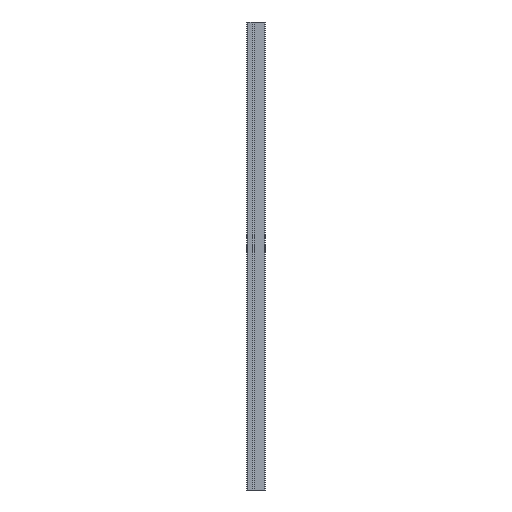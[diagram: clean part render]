
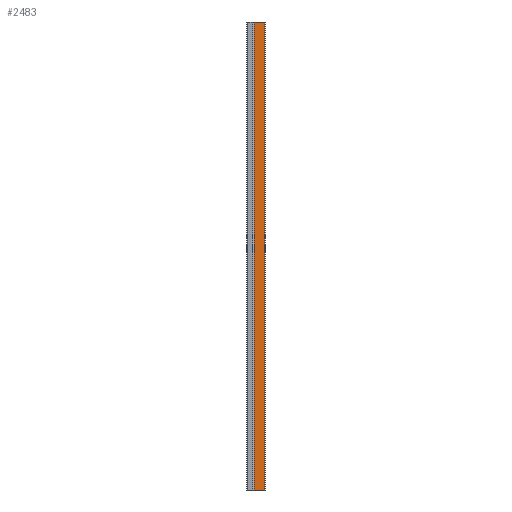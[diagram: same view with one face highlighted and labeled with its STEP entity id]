
A CAD part, left-side view. The second image highlights one B-rep face of the part: STEP entity #2483.
In plain terms, the highlighted planar face has unit normal (-1, 0, 0).
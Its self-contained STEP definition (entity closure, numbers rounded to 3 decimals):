
#1992 = VECTOR ( 'NONE', #2142, 1000. ) ;
#1993 = CARTESIAN_POINT ( 'NONE',  ( -14., 0.1, 386. ) ) ;
#1994 = LINE ( 'NONE', #1993, #1992 ) ;
#1995 = DIRECTION ( 'NONE',  ( 0., -1., 0. ) ) ;
#1996 = VECTOR ( 'NONE', #1995, 1000. ) ;
#1997 = CARTESIAN_POINT ( 'NONE',  ( -14., 0.1, 386. ) ) ;
#1998 = LINE ( 'NONE', #1997, #1996 ) ;
#2056 = CARTESIAN_POINT ( 'NONE',  ( -14., 0.1, 386. ) ) ;
#2057 = PLANE ( 'NONE',  #2113 ) ;
#2058 = FACE_OUTER_BOUND ( 'NONE', #2486, .T. ) ;
#2064 = CARTESIAN_POINT ( 'NONE',  ( -14., 8.746, 386. ) ) ;
#2077 = DIRECTION ( 'NONE',  ( 0., 0., -1. ) ) ;
#2078 = VECTOR ( 'NONE', #2077, 1000. ) ;
#2079 = CARTESIAN_POINT ( 'NONE',  ( -14., 8.746, 386. ) ) ;
#2080 = LINE ( 'NONE', #2079, #2078 ) ;
#2099 = CARTESIAN_POINT ( 'NONE',  ( -14., 0.1, 0. ) ) ;
#2100 = CARTESIAN_POINT ( 'NONE',  ( -14., 0.1, 386. ) ) ;
#2101 = CARTESIAN_POINT ( 'NONE',  ( -14., 8.746, 0. ) ) ;
#2107 = DIRECTION ( 'NONE',  ( 0., -1., 0. ) ) ;
#2108 = VECTOR ( 'NONE', #2107, 1000. ) ;
#2109 = CARTESIAN_POINT ( 'NONE',  ( -14., 0.1, 0. ) ) ;
#2110 = LINE ( 'NONE', #2109, #2108 ) ;
#2111 = DIRECTION ( 'NONE',  ( 0., 1., 0. ) ) ;
#2112 = DIRECTION ( 'NONE',  ( 1., 0., 0. ) ) ;
#2113 = AXIS2_PLACEMENT_3D ( 'NONE', #2056, #2112, #2111 ) ;
#2142 = DIRECTION ( 'NONE',  ( 0., 0., -1. ) ) ;
#2472 = EDGE_CURVE ( 'NONE', #2479, #2491, #2080, .T. ) ;
#2479 = VERTEX_POINT ( 'NONE', #2064 ) ;
#2483 = ADVANCED_FACE ( 'NONE', ( #2058 ), #2057, .F. ) ;
#2486 = EDGE_LOOP ( 'NONE', ( #2487, #2495, #2521, #2531 ) ) ;
#2487 = ORIENTED_EDGE ( 'NONE', *, *, #2488, .T. ) ;
#2488 = EDGE_CURVE ( 'NONE', #2491, #2494, #2110, .T. ) ;
#2491 = VERTEX_POINT ( 'NONE', #2101 ) ;
#2492 = VERTEX_POINT ( 'NONE', #2100 ) ;
#2494 = VERTEX_POINT ( 'NONE', #2099 ) ;
#2495 = ORIENTED_EDGE ( 'NONE', *, *, #2560, .F. ) ;
#2521 = ORIENTED_EDGE ( 'NONE', *, *, #2557, .F. ) ;
#2531 = ORIENTED_EDGE ( 'NONE', *, *, #2472, .T. ) ;
#2557 = EDGE_CURVE ( 'NONE', #2479, #2492, #1998, .T. ) ;
#2560 = EDGE_CURVE ( 'NONE', #2492, #2494, #1994, .T. ) ;
